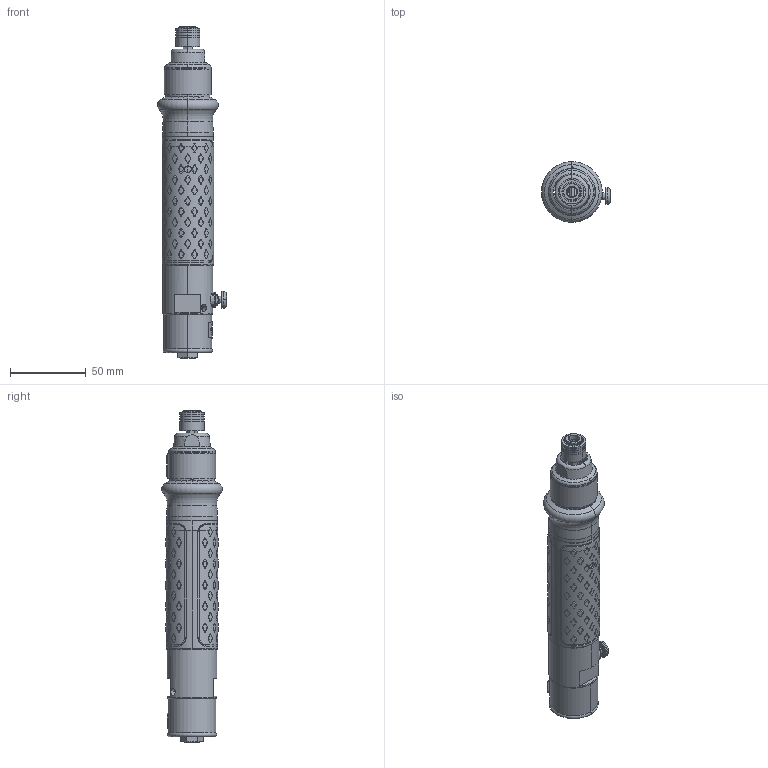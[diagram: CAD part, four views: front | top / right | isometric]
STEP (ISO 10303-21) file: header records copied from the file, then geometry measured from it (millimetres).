
FILE_DESCRIPTION((''),'2;1');
FILE_NAME('TMP113530_SW','2011-10-10T',('tooextcsr'),(''),'PRO/ENGINEER BY PARAMETRIC TECHNOLOGY CORPORATION, 2008310','PRO/ENGINEER BY PARAMETRIC TECHNOLOGY CORPORATION, 2008310','');
FILE_SCHEMA(('CONFIG_CONTROL_DESIGN', 'GEOMETRIC_VALIDATION_PROPERTIES_MIM'));
Length unit declared in the file: millimetre
Products named in the file (1): TMP113530_SW
Bounding box: 45.44 x 39.98 x 218.55 mm (x, y, z)
Surface area: 36469.5 mm2 (no closed solid volume)
Topology: 0 solids, 37 shells, 659 faces, 3213 edges, 2365 vertices
Faces by surface type: plane 346, cylinder 176, cone 93, torus 24, bspline 14, sphere 4, extrusion 2
Entity records: 43780 total; most frequent: CARTESIAN_POINT 18414, ORIENTED_EDGE 4393, EDGE_CURVE 3209, DIRECTION 2835, VERTEX_POINT 2365, B_SPLINE_CURVE_WITH_KNOTS 1991, AXIS2_PLACEMENT_3D 970, VECTOR 895
